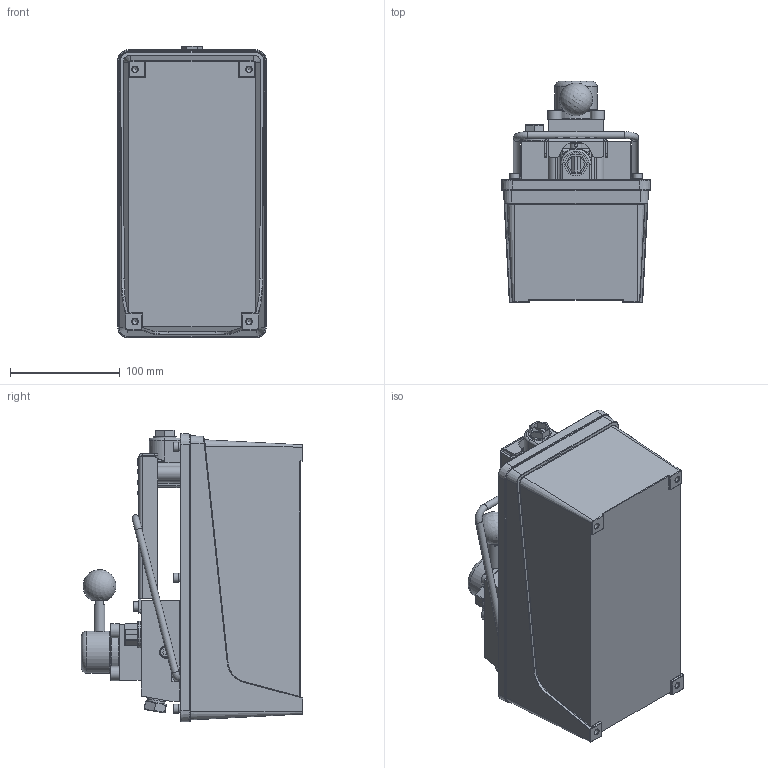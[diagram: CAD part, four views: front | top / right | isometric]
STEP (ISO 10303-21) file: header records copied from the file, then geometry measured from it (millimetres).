
FILE_DESCRIPTION (( 'STEP AP203' ), '1' );
FILE_NAME ('A6701.STEP', '2018-02-12T06:02:28', ( '' ), ( '' ), 'SwSTEP 2.0', 'SolidWorks 2018', '' );
FILE_SCHEMA (( 'CONFIG_CONTROL_DESIGN' ));
Products named in the file (1): A6701
Bounding box: 135.97 x 201.8 x 266.29 mm (x, y, z)
Volume: 1096861.7 mm3; surface area: 471595.1 mm2
Topology: 48 solids, 48 shells, 1507 faces, 3414 edges, 2057 vertices
Faces by surface type: plane 568, cylinder 460, cone 178, bspline 152, torus 76, sphere 73
Full cylindrical faces by diameter (mm): 2 x2, 3 x2, 3.3 x1, 3.5 x8, 4.05 x1, 4.2 x9, 4.7 x5, 5 x29, 5.1 x6, 5.2 x4, 5.5 x7, 5.8 x14, 6 x4, 6.35 x5, 6.5 x1, 6.8 x4, 7.2 x12, 7.3 x1, 8 x16, 8.2 x4, 8.5 x15, 8.699 x2, 9 x6, 9.5 x2, 10 x5, 10.9 x2, 11 x3, 11.125 x1, 11.557 x1, 13 x8
Entity records: 49473 total; most frequent: CARTESIAN_POINT 18980, DIRECTION 6220, ORIENTED_EDGE 5652, EDGE_CURVE 2826, AXIS2_PLACEMENT_3D 2501, EDGE_LOOP 2167, VERTEX_POINT 1947, FACE_OUTER_BOUND 1750
